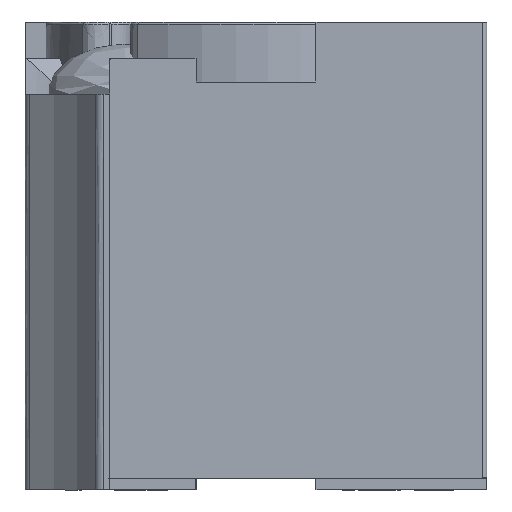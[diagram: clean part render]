
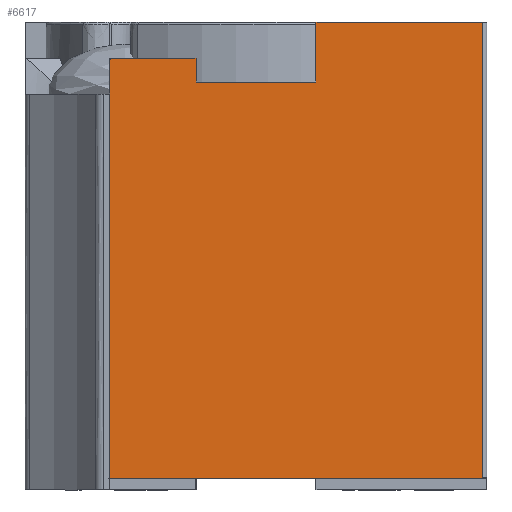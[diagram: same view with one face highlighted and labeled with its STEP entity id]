
A CAD part, front view. The second image highlights one B-rep face of the part: STEP entity #6617.
In plain terms, the highlighted free-form (B-spline) face has degree [1, 1] with [2, 2] control points.
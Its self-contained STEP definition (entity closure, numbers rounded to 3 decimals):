
#5224=CARTESIAN_POINT('',(1.885,-1.925,0.));
#5225=VERTEX_POINT('',#5224);
#5256=CARTESIAN_POINT('',(0.5,-1.925,0.));
#5257=VERTEX_POINT('',#5256);
#5263=CARTESIAN_POINT('',(0.5,-1.925,0.));
#5264=CARTESIAN_POINT('',(1.885,-1.925,0.));
#5265=B_SPLINE_CURVE_WITH_KNOTS('',1,(#5263,#5264),.POLYLINE_FORM.,.F.,.U.,(2,2),(0.63,0.99),.UNSPECIFIED.);
#5266=EDGE_CURVE('',#5257,#5225,#5265,.T.);
#5454=CARTESIAN_POINT('',(-0.5,-1.925,-0.5));
#5455=VERTEX_POINT('',#5454);
#5482=CARTESIAN_POINT('',(-0.5,-1.925,-0.3));
#5483=VERTEX_POINT('',#5482);
#5489=CARTESIAN_POINT('',(-0.5,-1.925,-0.3));
#5490=CARTESIAN_POINT('',(-0.5,-1.925,-0.5));
#5491=B_SPLINE_CURVE_WITH_KNOTS('',1,(#5489,#5490),.POLYLINE_FORM.,.F.,.U.,(2,2),(0.776,0.809),.UNSPECIFIED.);
#5492=EDGE_CURVE('',#5483,#5455,#5491,.T.);
#5553=CARTESIAN_POINT('',(0.5,-1.925,-0.5));
#5554=VERTEX_POINT('',#5553);
#5555=CARTESIAN_POINT('',(-0.5,-1.925,-0.5));
#5556=CARTESIAN_POINT('',(0.5,-1.925,-0.5));
#5557=B_SPLINE_CURVE_WITH_KNOTS('',1,(#5555,#5556),.POLYLINE_FORM.,.F.,.U.,(2,2),(0.41,0.59),.UNSPECIFIED.);
#5558=EDGE_CURVE('',#5455,#5554,#5557,.T.);
#5623=CARTESIAN_POINT('',(0.5,-1.925,-0.5));
#5624=CARTESIAN_POINT('',(0.5,-1.925,0.));
#5625=B_SPLINE_CURVE_WITH_KNOTS('',1,(#5623,#5624),.POLYLINE_FORM.,.F.,.U.,(2,2),(0.191,0.273),.UNSPECIFIED.);
#5626=EDGE_CURVE('',#5554,#5257,#5625,.T.);
#5858=CARTESIAN_POINT('',(-1.218,-1.925,-0.3));
#5859=VERTEX_POINT('',#5858);
#6129=CARTESIAN_POINT('',(-1.218,-1.925,-0.3));
#6130=CARTESIAN_POINT('',(-0.5,-1.925,-0.3));
#6131=B_SPLINE_CURVE_WITH_KNOTS('',1,(#6129,#6130),.POLYLINE_FORM.,.F.,.U.,(2,2),(0.648,0.736),.UNSPECIFIED.);
#6132=EDGE_CURVE('',#5859,#5483,#6131,.T.);
#6184=CARTESIAN_POINT('',(-1.218,-1.925,-0.6));
#6185=VERTEX_POINT('',#6184);
#6186=CARTESIAN_POINT('',(-1.218,-1.925,-0.6));
#6187=CARTESIAN_POINT('',(-1.218,-1.925,-0.3));
#6188=B_SPLINE_CURVE_WITH_KNOTS('',1,(#6186,#6187),.POLYLINE_FORM.,.F.,.U.,(2,2),(0.917,1.),.UNSPECIFIED.);
#6189=EDGE_CURVE('',#6185,#5859,#6188,.T.);
#6585=CARTESIAN_POINT('',(1.926,-1.925,0.001));
#6586=CARTESIAN_POINT('',(1.926,-1.925,-3.801));
#6587=CARTESIAN_POINT('',(-1.219,-1.925,0.001));
#6588=CARTESIAN_POINT('',(-1.219,-1.925,-3.801));
#6589=B_SPLINE_SURFACE_WITH_KNOTS('',1,1,((#6585,#6586),(#6587,#6588)),.PLANE_SURF.,.F.,.F.,.U.,(2,2),(2,2),(0.028,0.972),(0.028,0.948),.UNSPECIFIED.);
#6590=CARTESIAN_POINT('',(1.885,-1.925,-3.8));
#6591=VERTEX_POINT('',#6590);
#6592=CARTESIAN_POINT('',(1.885,-1.925,0.));
#6593=CARTESIAN_POINT('',(1.885,-1.925,-3.8));
#6594=B_SPLINE_CURVE_WITH_KNOTS('',1,(#6592,#6593),.POLYLINE_FORM.,.F.,.U.,(2,2),(0.,1.),.UNSPECIFIED.);
#6595=EDGE_CURVE('',#5225,#6591,#6594,.T.);
#6596=ORIENTED_EDGE('',*,*,#6595,.F.);
#6597=ORIENTED_EDGE('',*,*,#5266,.F.);
#6598=ORIENTED_EDGE('',*,*,#5626,.F.);
#6599=ORIENTED_EDGE('',*,*,#5558,.F.);
#6600=ORIENTED_EDGE('',*,*,#5492,.F.);
#6601=ORIENTED_EDGE('',*,*,#6132,.F.);
#6602=ORIENTED_EDGE('',*,*,#6189,.F.);
#6603=CARTESIAN_POINT('',(-1.218,-1.925,-3.8));
#6604=VERTEX_POINT('',#6603);
#6605=CARTESIAN_POINT('',(-1.218,-1.925,-3.8));
#6606=CARTESIAN_POINT('',(-1.218,-1.925,-0.6));
#6607=B_SPLINE_CURVE_WITH_KNOTS('',1,(#6605,#6606),.POLYLINE_FORM.,.F.,.U.,(2,2),(0.028,0.917),.UNSPECIFIED.);
#6608=EDGE_CURVE('',#6604,#6185,#6607,.T.);
#6609=ORIENTED_EDGE('',*,*,#6608,.F.);
#6610=CARTESIAN_POINT('',(-1.218,-1.925,-3.8));
#6611=CARTESIAN_POINT('',(1.885,-1.925,-3.8));
#6612=B_SPLINE_CURVE_WITH_KNOTS('',1,(#6610,#6611),.POLYLINE_FORM.,.F.,.U.,(2,2),(0.22,0.671),.UNSPECIFIED.);
#6613=EDGE_CURVE('',#6604,#6591,#6612,.T.);
#6614=ORIENTED_EDGE('',*,*,#6613,.T.);
#6615=EDGE_LOOP('',(#6596,#6597,#6598,#6599,#6600,#6601,#6602,#6609,#6614));
#6616=FACE_OUTER_BOUND('',#6615,.T.);
#6617=ADVANCED_FACE('',(#6616),#6589,.T.);
